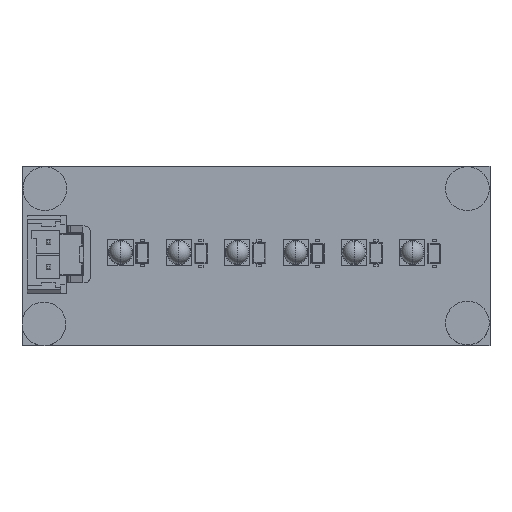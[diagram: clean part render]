
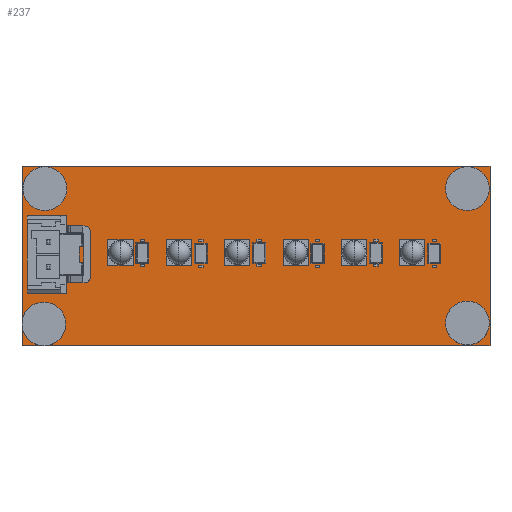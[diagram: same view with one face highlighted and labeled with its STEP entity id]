
A CAD part, top view. The second image highlights one B-rep face of the part: STEP entity #237.
In plain terms, the highlighted planar face has unit normal (0, 0, 1).
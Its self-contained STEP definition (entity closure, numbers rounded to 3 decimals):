
#108 = VERTEX_POINT('',#109);
#109 = CARTESIAN_POINT('',(0.,0.,0.411));
#115 = EDGE_CURVE('',#108,#116,#118,.T.);
#116 = VERTEX_POINT('',#117);
#117 = CARTESIAN_POINT('',(64.135,0.,0.411));
#118 = LINE('',#119,#120);
#119 = CARTESIAN_POINT('',(0.,0.,0.411));
#120 = VECTOR('',#121,1.);
#121 = DIRECTION('',(1.,0.,0.));
#146 = EDGE_CURVE('',#116,#147,#149,.T.);
#147 = VERTEX_POINT('',#148);
#148 = CARTESIAN_POINT('',(64.135,24.638,0.411));
#149 = LINE('',#150,#151);
#150 = CARTESIAN_POINT('',(64.135,0.,0.411));
#151 = VECTOR('',#152,1.);
#152 = DIRECTION('',(0.,1.,0.));
#177 = EDGE_CURVE('',#147,#178,#180,.T.);
#178 = VERTEX_POINT('',#179);
#179 = CARTESIAN_POINT('',(0.,24.638,0.411));
#180 = LINE('',#181,#182);
#181 = CARTESIAN_POINT('',(64.135,24.638,0.411));
#182 = VECTOR('',#183,1.);
#183 = DIRECTION('',(-1.,0.,0.));
#208 = EDGE_CURVE('',#178,#108,#209,.T.);
#209 = LINE('',#210,#211);
#210 = CARTESIAN_POINT('',(0.,24.638,0.411));
#211 = VECTOR('',#212,1.);
#212 = DIRECTION('',(0.,-1.,0.));
#237 = ADVANCED_FACE('',(#238),#244,.F.);
#238 = FACE_BOUND('',#239,.T.);
#239 = EDGE_LOOP('',(#240,#241,#242,#243));
#240 = ORIENTED_EDGE('',*,*,#115,.T.);
#241 = ORIENTED_EDGE('',*,*,#146,.T.);
#242 = ORIENTED_EDGE('',*,*,#177,.T.);
#243 = ORIENTED_EDGE('',*,*,#208,.T.);
#244 = PLANE('',#245);
#245 = AXIS2_PLACEMENT_3D('',#246,#247,#248);
#246 = CARTESIAN_POINT('',(0.,0.,0.411));
#247 = DIRECTION('',(0.,0.,-1.));
#248 = DIRECTION('',(-1.,0.,0.));
